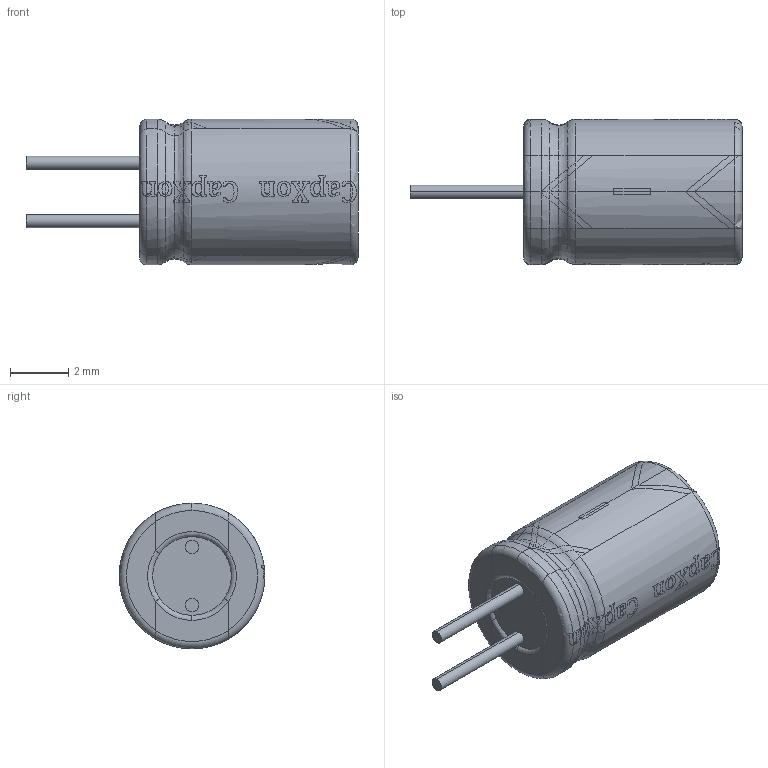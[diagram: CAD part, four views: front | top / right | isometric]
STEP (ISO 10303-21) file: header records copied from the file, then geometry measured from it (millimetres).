
FILE_DESCRIPTION (( 'STEP AP214' ), '1' );
FILE_NAME ('El_2_5_7.5.STEP', '2023-07-15T06:01:44', ( 'Yurii' ), ( '' ), 'SwSTEP 2.0', 'SolidWorks 2019', '' );
FILE_SCHEMA (( 'AUTOMOTIVE_DESIGN' ));
Length unit declared in the file: millimetre
Products named in the file (1): El_2_5_7.5
Bounding box: 11.4 x 5 x 5 mm (x, y, z)
Volume: 144.5 mm3; surface area: 167.5 mm2
Topology: 3 solids, 3 shells, 196 faces, 758 edges, 591 vertices
Faces by surface type: torus 112, cylinder 70, plane 14
Entity records: 11289 total; most frequent: CARTESIAN_POINT 4526, ORIENTED_EDGE 1516, DIRECTION 977, EDGE_CURVE 758, VERTEX_POINT 591, AXIS2_PLACEMENT_3D 450, B_SPLINE_CURVE_WITH_KNOTS 367, CIRCLE 253
